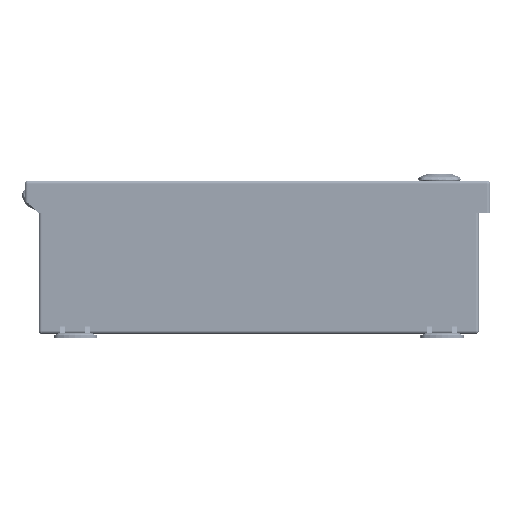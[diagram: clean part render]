
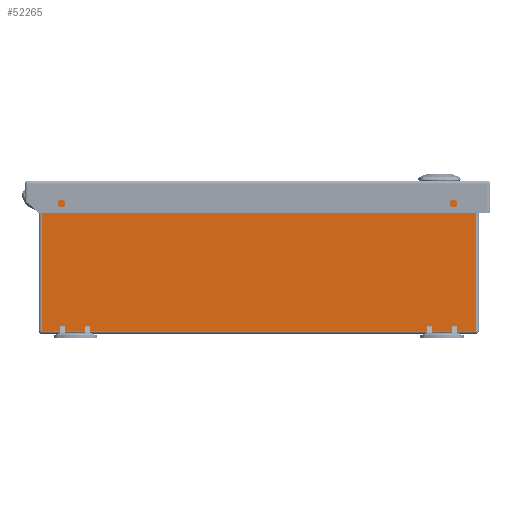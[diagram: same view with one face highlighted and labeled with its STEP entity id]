
A CAD part, front view. The second image highlights one B-rep face of the part: STEP entity #52265.
In plain terms, the highlighted planar face has unit normal (0, -1, 0).
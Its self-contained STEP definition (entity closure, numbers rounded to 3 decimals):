
#3507=LINE('',#76220,#7729);
#3509=LINE('',#76230,#7731);
#3510=LINE('',#76232,#7732);
#3511=LINE('',#76234,#7733);
#3512=LINE('',#76236,#7734);
#3513=LINE('',#76237,#7735);
#7729=VECTOR('',#61621,0.394);
#7731=VECTOR('',#61635,0.394);
#7732=VECTOR('',#61636,0.394);
#7733=VECTOR('',#61637,0.394);
#7734=VECTOR('',#61638,0.394);
#7735=VECTOR('',#61639,0.394);
#12684=FACE_OUTER_BOUND('',#15970,.T.);
#15970=EDGE_LOOP('',(#34793,#34794,#34795,#34796,#34797,#34798));
#21643=VERTEX_POINT('',#76214);
#21645=VERTEX_POINT('',#76218);
#21647=VERTEX_POINT('',#76229);
#21648=VERTEX_POINT('',#76231);
#21649=VERTEX_POINT('',#76233);
#21650=VERTEX_POINT('',#76235);
#26638=EDGE_CURVE('',#21645,#21643,#3507,.T.);
#26643=EDGE_CURVE('',#21647,#21645,#3509,.T.);
#26644=EDGE_CURVE('',#21647,#21648,#3510,.T.);
#26645=EDGE_CURVE('',#21649,#21648,#3511,.T.);
#26646=EDGE_CURVE('',#21650,#21649,#3512,.T.);
#26647=EDGE_CURVE('',#21650,#21643,#3513,.T.);
#34793=ORIENTED_EDGE('',*,*,#26638,.F.);
#34794=ORIENTED_EDGE('',*,*,#26643,.F.);
#34795=ORIENTED_EDGE('',*,*,#26644,.T.);
#34796=ORIENTED_EDGE('',*,*,#26645,.F.);
#34797=ORIENTED_EDGE('',*,*,#26646,.F.);
#34798=ORIENTED_EDGE('',*,*,#26647,.T.);
#50926=PLANE('',#56331);
#52265=ADVANCED_FACE('',(#12684),#50926,.F.);
#56331=AXIS2_PLACEMENT_3D('',#76228,#61633,#61634);
#61621=DIRECTION('',(1.,0.,0.));
#61633=DIRECTION('center_axis',(0.,1.,0.));
#61634=DIRECTION('ref_axis',(0.,0.,1.));
#61635=DIRECTION('',(0.,0.,1.));
#61636=DIRECTION('',(1.,0.,0.));
#61637=DIRECTION('',(0.,0.,-1.));
#61638=DIRECTION('',(1.,0.,0.));
#61639=DIRECTION('',(-1.,0.,0.));
#76214=CARTESIAN_POINT('',(-5.605,-6.,3.914));
#76218=CARTESIAN_POINT('',(-5.914,-6.,3.914));
#76220=CARTESIAN_POINT('',(-2.34,-6.,3.914));
#76228=CARTESIAN_POINT('Origin',(1.277,-6.,2.175));
#76229=CARTESIAN_POINT('',(-5.914,-6.,0.086));
#76230=CARTESIAN_POINT('',(-5.914,-6.,2.175));
#76231=CARTESIAN_POINT('',(5.914,-6.,0.086));
#76232=CARTESIAN_POINT('',(38.065,-6.,0.086));
#76233=CARTESIAN_POINT('',(5.914,-6.,3.914));
#76234=CARTESIAN_POINT('',(5.914,-6.,2.175));
#76235=CARTESIAN_POINT('',(5.605,-6.,3.914));
#76236=CARTESIAN_POINT('',(-2.34,-6.,3.914));
#76237=CARTESIAN_POINT('',(-2.323,-6.,3.914));
